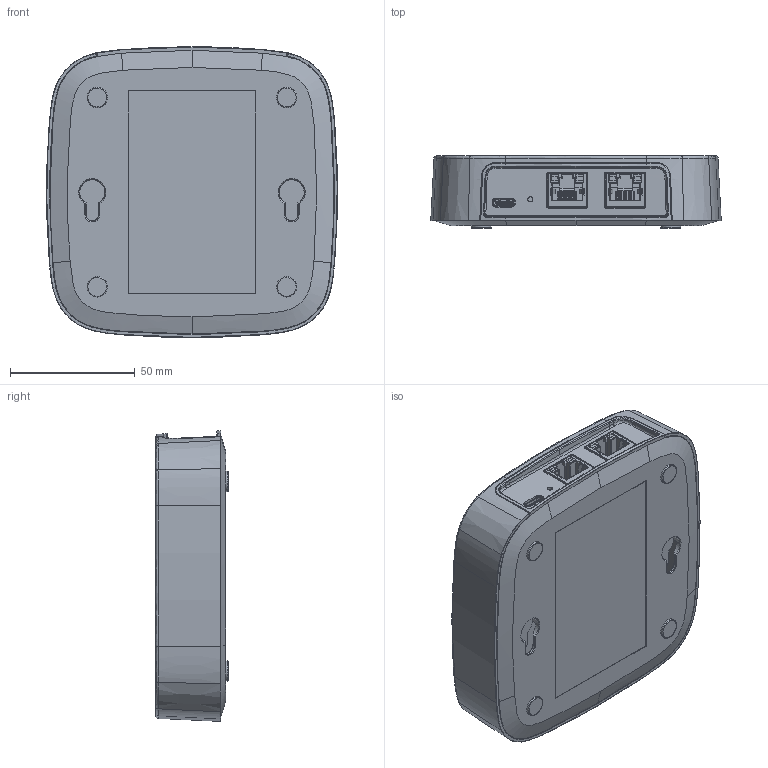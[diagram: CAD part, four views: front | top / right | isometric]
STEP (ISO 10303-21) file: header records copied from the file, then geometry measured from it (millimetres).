
FILE_DESCRIPTION (( 'STEP AP214' ), '1' );
FILE_NAME ('G1-V2-reduced-version-2.STEP', '2025-10-08T08:16:46', ( '' ), ( '' ), 'SwSTEP 2.0', 'SolidWorks 2010', '' );
FILE_SCHEMA (( 'AUTOMOTIVE_DESIGN' ));
Length unit declared in the file: millimetre
Products named in the file (27): LED_LENS_71; PCB; Extruded_8; SW2; 9116679568; DOWN_296; 8029774352; J2; J1; J3; pins2_1; G1-V2-reduced-version-2; pins2; pins2_7; pins2_5; Insulator_2; pins2_3; pins2_2; LED; pins2_6; Shielding; LED_1; Insulator; TOP_232; WE-LAN-74980104400 (rev1); pins2_4
Assembly tree (27 placements, depth 6):
  G1-V2-reduced-version-2
    LED_LENS_71
    TOP_232
    DOWN_296
    PCB
      J3
        8029774352
      SW2
        9116679568
          Extruded_8
      J2
        WE-LAN-74980104400 (rev1)
          LED
          Shielding
          Insulator_2
            pins2_2
            pins2_4
            pins2_7
            pins2_5
            pins2_6
            pins2
            pins2_3
            pins2_1
            Insulator_2
          Insulator
          LED_1
      J1
        WE-LAN-74980104400 (rev1)
          LED
          Shielding
          Insulator_2
            pins2_2
            pins2_4
            pins2_7
            pins2_5
            pins2_6
            pins2
            pins2_3
            pins2_1
            Insulator_2
          Insulator
          LED_1
Bounding box: 116.53 x 29 x 116.65 mm (x, y, z)
Volume: 78055 mm3; surface area: 99095.5 mm2
Topology: 31 solids, 31 shells, 4327 faces, 11837 edges, 7582 vertices
Faces by surface type: plane 2615, cylinder 1016, bspline 516, cone 171, torus 9
Entity records: 162378 total; most frequent: CARTESIAN_POINT 53730, ORIENTED_EDGE 17190, DIRECTION 12285, EDGE_CURVE 8595, VERTEX_POINT 5535, LINE 5133, VECTOR 5133, AXIS2_PLACEMENT_3D 3576
